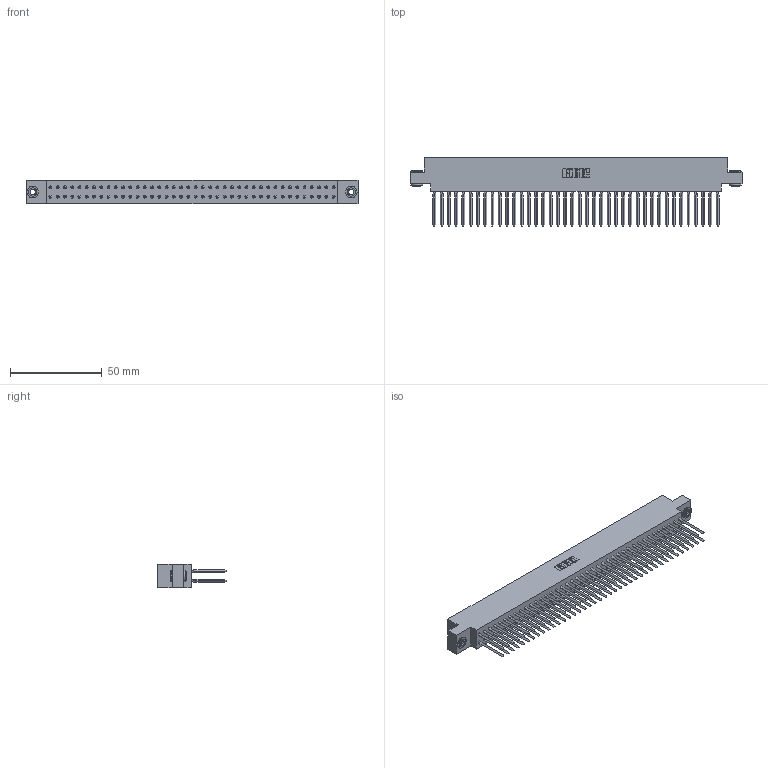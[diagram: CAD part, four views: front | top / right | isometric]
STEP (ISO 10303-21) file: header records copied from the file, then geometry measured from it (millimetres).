
FILE_DESCRIPTION (( 'STEP AP203' ), '1' );
FILE_NAME ('317-080-542-803.STEP', '2020-02-28T09:15:28', ( '' ), ( '' ), 'SwSTEP 2.0', 'SolidWorks 2016', '' );
FILE_SCHEMA (( 'CONFIG_CONTROL_DESIGN' ));
Length unit declared in the file: inch
Products named in the file (4): 345-250-002_345-250-002-102; 317-290-003_542; 317 Part_.156 Dia - TH; 317-080-542-803
Assembly tree (83 placements, depth 2):
  317-080-542-803
    317 Part_.156 Dia - TH
    317-290-003_542  x80
    345-250-002_345-250-002-102  x2
Bounding box: 181.2 x 37.34 x 12.7 mm (x, y, z)
Volume: 29627.7 mm3; surface area: 41352.1 mm2
Topology: 83 solids, 83 shells, 4700 faces, 13151 edges, 8390 vertices
Faces by surface type: plane 3748, cylinder 624, bspline 320, cone 8
Entity records: 57766 total; most frequent: CARTESIAN_POINT 10296, ORIENTED_EDGE 9952, DIRECTION 8414, EDGE_CURVE 4976, LINE 4782, VECTOR 4782, VERTEX_POINT 3310, AXIS2_PLACEMENT_3D 1816
